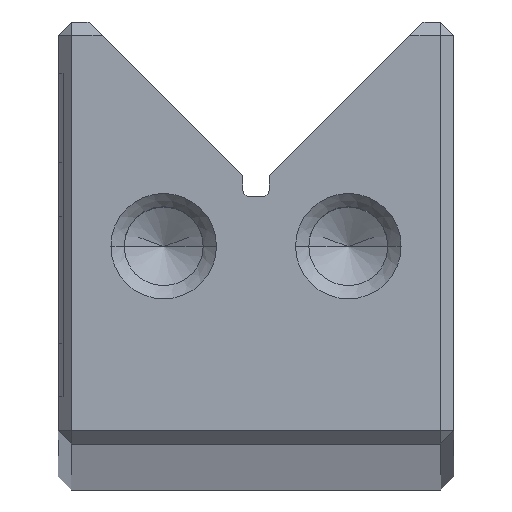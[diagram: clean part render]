
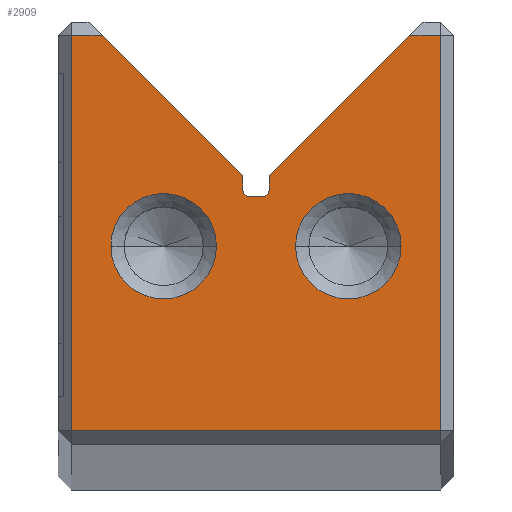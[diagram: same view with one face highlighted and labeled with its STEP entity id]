
A CAD part, top view. The second image highlights one B-rep face of the part: STEP entity #2909.
In plain terms, the highlighted planar face has unit normal (0, 0, 1).
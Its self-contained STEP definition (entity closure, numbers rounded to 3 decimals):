
#2909=ADVANCED_FACE('',(#3905,#3906,#3907),#3324,.F.);
#3324=PLANE('',#11512);
#3613=CIRCLE('',#11221,2.);
#3615=CIRCLE('',#11224,2.);
#3782=CIRCLE('',#11502,0.25);
#3783=CIRCLE('',#11505,0.25);
#3784=CIRCLE('',#11510,2.);
#3785=CIRCLE('',#11511,2.);
#3905=FACE_BOUND('',#4155,.T.);
#3906=FACE_BOUND('',#4156,.T.);
#3907=FACE_BOUND('',#4157,.T.);
#4155=EDGE_LOOP('',(#5587,#5588));
#4156=EDGE_LOOP('',(#5589,#5590));
#4157=EDGE_LOOP('',(#5591,#5592,#5593,#5594,#5595,#5596,#5597,#5598,#5599,
#5600,#5601,#5602));
#5587=ORIENTED_EDGE('',*,*,#8475,.T.);
#5588=ORIENTED_EDGE('',*,*,#8854,.T.);
#5589=ORIENTED_EDGE('',*,*,#8471,.T.);
#5590=ORIENTED_EDGE('',*,*,#8855,.T.);
#5591=ORIENTED_EDGE('',*,*,#8856,.T.);
#5592=ORIENTED_EDGE('',*,*,#8857,.T.);
#5593=ORIENTED_EDGE('',*,*,#8849,.T.);
#5594=ORIENTED_EDGE('',*,*,#8845,.T.);
#5595=ORIENTED_EDGE('',*,*,#8843,.T.);
#5596=ORIENTED_EDGE('',*,*,#8841,.T.);
#5597=ORIENTED_EDGE('',*,*,#8839,.T.);
#5598=ORIENTED_EDGE('',*,*,#8837,.T.);
#5599=ORIENTED_EDGE('',*,*,#8835,.T.);
#5600=ORIENTED_EDGE('',*,*,#8858,.T.);
#5601=ORIENTED_EDGE('',*,*,#8859,.T.);
#5602=ORIENTED_EDGE('',*,*,#8860,.T.);
#7643=VERTEX_POINT('',#14958);
#7644=VERTEX_POINT('',#14960);
#7647=VERTEX_POINT('',#14967);
#7648=VERTEX_POINT('',#14969);
#7879=VERTEX_POINT('',#15668);
#7880=VERTEX_POINT('',#15670);
#7881=VERTEX_POINT('',#15674);
#7882=VERTEX_POINT('',#15678);
#7883=VERTEX_POINT('',#15682);
#7884=VERTEX_POINT('',#15686);
#7885=VERTEX_POINT('',#15690);
#7888=VERTEX_POINT('',#15698);
#7891=VERTEX_POINT('',#15710);
#7892=VERTEX_POINT('',#15711);
#7893=VERTEX_POINT('',#15714);
#7894=VERTEX_POINT('',#15716);
#8471=EDGE_CURVE('',#7644,#7643,#3613,.T.);
#8475=EDGE_CURVE('',#7648,#7647,#3615,.T.);
#8835=EDGE_CURVE('',#7880,#7879,#9837,.T.);
#8837=EDGE_CURVE('',#7881,#7880,#9839,.T.);
#8839=EDGE_CURVE('',#7882,#7881,#3782,.T.);
#8841=EDGE_CURVE('',#7883,#7882,#9842,.T.);
#8843=EDGE_CURVE('',#7884,#7883,#3783,.T.);
#8845=EDGE_CURVE('',#7885,#7884,#9845,.T.);
#8849=EDGE_CURVE('',#7888,#7885,#9849,.T.);
#8854=EDGE_CURVE('',#7647,#7648,#3784,.T.);
#8855=EDGE_CURVE('',#7643,#7644,#3785,.T.);
#8856=EDGE_CURVE('',#7891,#7892,#9854,.T.);
#8857=EDGE_CURVE('',#7892,#7888,#9855,.T.);
#8858=EDGE_CURVE('',#7879,#7893,#9856,.T.);
#8859=EDGE_CURVE('',#7893,#7894,#9857,.T.);
#8860=EDGE_CURVE('',#7894,#7891,#9858,.T.);
#9837=LINE('',#15669,#10683);
#9839=LINE('',#15673,#10685);
#9842=LINE('',#15681,#10688);
#9845=LINE('',#15689,#10691);
#9849=LINE('',#15697,#10695);
#9854=LINE('',#15709,#10700);
#9855=LINE('',#15712,#10701);
#9856=LINE('',#15713,#10702);
#9857=LINE('',#15715,#10703);
#9858=LINE('',#15717,#10704);
#10683=VECTOR('',#12905,1.);
#10685=VECTOR('',#12909,1.);
#10688=VECTOR('',#12918,1.);
#10691=VECTOR('',#12927,1.);
#10695=VECTOR('',#12933,1.);
#10700=VECTOR('',#12946,1.);
#10701=VECTOR('',#12947,1.);
#10702=VECTOR('',#12948,1.);
#10703=VECTOR('',#12949,1.);
#10704=VECTOR('',#12950,1.);
#11221=AXIS2_PLACEMENT_3D('',#14959,#12152,#12153);
#11224=AXIS2_PLACEMENT_3D('',#14968,#12160,#12161);
#11502=AXIS2_PLACEMENT_3D('',#15677,#12913,#12914);
#11505=AXIS2_PLACEMENT_3D('',#15685,#12922,#12923);
#11510=AXIS2_PLACEMENT_3D('',#15707,#12942,#12943);
#11511=AXIS2_PLACEMENT_3D('',#15708,#12944,#12945);
#11512=AXIS2_PLACEMENT_3D('',#15718,#12951,#12952);
#12152=DIRECTION('',(0.,0.,-1.));
#12153=DIRECTION('',(-1.,0.,0.));
#12160=DIRECTION('',(0.,0.,-1.));
#12161=DIRECTION('',(-1.,0.,0.));
#12905=DIRECTION('',(-0.707,0.707,0.));
#12909=DIRECTION('',(0.,1.,0.));
#12913=DIRECTION('',(0.,0.,-1.));
#12914=DIRECTION('',(1.,0.,0.));
#12918=DIRECTION('',(-1.,0.,0.));
#12922=DIRECTION('',(0.,0.,-1.));
#12923=DIRECTION('',(-1.,0.,0.));
#12927=DIRECTION('',(0.,-1.,0.));
#12933=DIRECTION('',(-0.707,-0.707,0.));
#12942=DIRECTION('',(0.,0.,-1.));
#12943=DIRECTION('',(-1.,0.,0.));
#12944=DIRECTION('',(0.,0.,-1.));
#12945=DIRECTION('',(-1.,0.,0.));
#12946=DIRECTION('',(0.,1.,0.));
#12947=DIRECTION('',(-1.,0.,0.));
#12948=DIRECTION('',(-1.,0.,0.));
#12949=DIRECTION('',(0.,-1.,0.));
#12950=DIRECTION('',(1.,0.,0.));
#12951=DIRECTION('',(0.,0.,-1.));
#12952=DIRECTION('',(-1.,0.,0.));
#14958=CARTESIAN_POINT('',(-5.5,7.5,0.));
#14959=CARTESIAN_POINT('',(-3.5,7.5,0.));
#14960=CARTESIAN_POINT('',(-1.5,7.5,0.));
#14967=CARTESIAN_POINT('',(1.5,7.5,0.));
#14968=CARTESIAN_POINT('',(3.5,7.5,0.));
#14969=CARTESIAN_POINT('',(5.5,7.5,0.));
#15668=CARTESIAN_POINT('',(-5.828,15.5,0.));
#15669=CARTESIAN_POINT('',(-6.328,16.,0.));
#15670=CARTESIAN_POINT('',(-0.5,10.172,0.));
#15673=CARTESIAN_POINT('',(-0.5,10.172,0.));
#15674=CARTESIAN_POINT('',(-0.5,9.622,0.));
#15677=CARTESIAN_POINT('',(-0.25,9.622,0.));
#15678=CARTESIAN_POINT('',(-0.25,9.372,0.));
#15681=CARTESIAN_POINT('',(0.25,9.372,0.));
#15682=CARTESIAN_POINT('',(0.25,9.372,0.));
#15685=CARTESIAN_POINT('',(0.25,9.622,0.));
#15686=CARTESIAN_POINT('',(0.5,9.622,0.));
#15689=CARTESIAN_POINT('',(0.5,10.172,0.));
#15690=CARTESIAN_POINT('',(0.5,10.172,0.));
#15697=CARTESIAN_POINT('',(6.328,16.,0.));
#15698=CARTESIAN_POINT('',(5.828,15.5,0.));
#15707=CARTESIAN_POINT('',(3.5,7.5,0.));
#15708=CARTESIAN_POINT('',(-3.5,7.5,0.));
#15709=CARTESIAN_POINT('',(7.,16.,0.));
#15710=CARTESIAN_POINT('',(7.,0.5,0.));
#15711=CARTESIAN_POINT('',(7.,15.5,0.));
#15712=CARTESIAN_POINT('',(6.328,15.5,0.));
#15713=CARTESIAN_POINT('',(-7.5,15.5,0.));
#15714=CARTESIAN_POINT('',(-7.,15.5,0.));
#15715=CARTESIAN_POINT('',(-7.,0.,0.));
#15716=CARTESIAN_POINT('',(-7.,0.5,0.));
#15717=CARTESIAN_POINT('',(7.5,0.5,0.));
#15718=CARTESIAN_POINT('',(0.25,9.622,0.));
